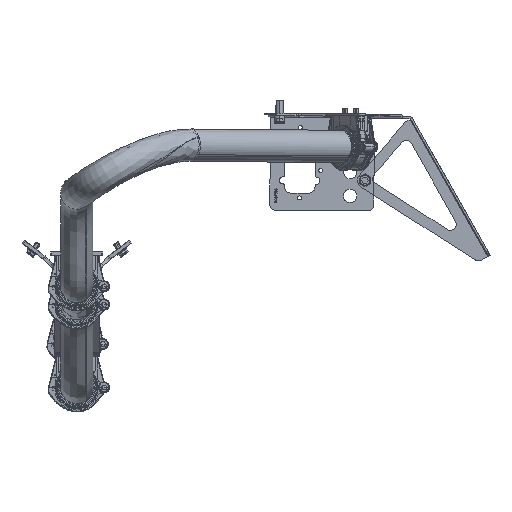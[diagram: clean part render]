
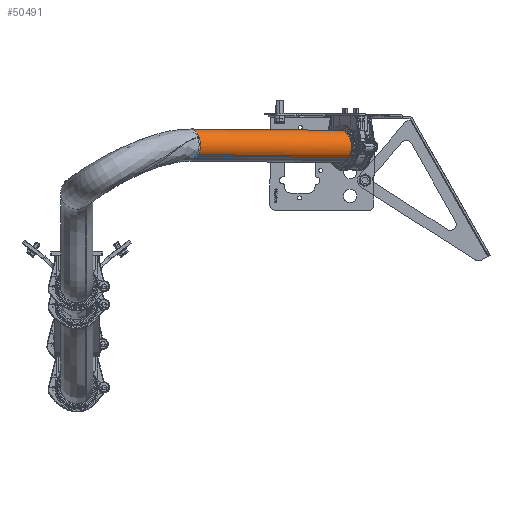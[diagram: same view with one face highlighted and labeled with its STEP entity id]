
A CAD part, left-side view. The second image highlights one B-rep face of the part: STEP entity #50491.
In plain terms, the highlighted cylindrical face has radius 27.25 mm (diameter 54.5 mm), a partial arc.
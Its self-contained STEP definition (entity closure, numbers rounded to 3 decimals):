
#5359 = ORIENTED_EDGE ( 'NONE', *, *, #124073, .F. ) ;
#13991 = VERTEX_POINT ( 'NONE', #29669 ) ;
#16797 = AXIS2_PLACEMENT_3D ( 'NONE', #116032, #105691, #50366 ) ;
#22301 = DIRECTION ( 'NONE',  ( -0.612, 0.791, 0.007 ) ) ;
#23866 = CARTESIAN_POINT ( 'NONE',  ( -616.961, 1814.905, 93.038 ) ) ;
#27266 = VECTOR ( 'NONE', #108857, 1000. ) ;
#29669 = CARTESIAN_POINT ( 'NONE',  ( -582.075, 1841.822, 98.891 ) ) ;
#31459 = ORIENTED_EDGE ( 'NONE', *, *, #36795, .T. ) ;
#32670 = CARTESIAN_POINT ( 'NONE',  ( -582.075, 1841.822, 98.891 ) ) ;
#33133 = AXIS2_PLACEMENT_3D ( 'NONE', #143822, #22301, #79022 ) ;
#33699 = VERTEX_POINT ( 'NONE', #23866 ) ;
#36795 = EDGE_CURVE ( 'NONE', #110737, #138839, #63932, .T. ) ;
#37558 = CARTESIAN_POINT ( 'NONE',  ( -393.878, 1533.105, 59.296 ) ) ;
#41153 = ORIENTED_EDGE ( 'NONE', *, *, #82633, .F. ) ;
#45166 = CARTESIAN_POINT ( 'NONE',  ( -378.011, 1545.208, 77.852 ) ) ;
#48205 = FACE_OUTER_BOUND ( 'NONE', #60664, .T. ) ;
#50366 = DIRECTION ( 'NONE',  ( -0.582, -0.444, -0.681 ) ) ;
#50491 = ADVANCED_FACE ( 'NONE', ( #48205 ), #82137, .T. ) ;
#51566 = DIRECTION ( 'NONE',  ( -0.612, 0.791, 0.007 ) ) ;
#51768 = ORIENTED_EDGE ( 'NONE', *, *, #128159, .T. ) ;
#51947 = CIRCLE ( 'NONE', #33133, 27.25 ) ;
#60664 = EDGE_LOOP ( 'NONE', ( #41153, #5359, #141622, #31459, #51768 ) ) ;
#61921 = CARTESIAN_POINT ( 'NONE',  ( -597.941, 1829.719, 80.335 ) ) ;
#63932 = LINE ( 'NONE', #97781, #27266 ) ;
#64429 = DIRECTION ( 'NONE',  ( 0.612, -0.791, -0.007 ) ) ;
#72816 = EDGE_CURVE ( 'NONE', #110737, #33699, #51947, .T. ) ;
#77178 = AXIS2_PLACEMENT_3D ( 'NONE', #45166, #132175, #121118 ) ;
#77300 = CARTESIAN_POINT ( 'NONE',  ( -362.145, 1557.311, 96.408 ) ) ;
#79022 = DIRECTION ( 'NONE',  ( -0.698, -0.544, 0.466 ) ) ;
#82137 = CYLINDRICAL_SURFACE ( 'NONE', #16797, 27.25 ) ;
#82633 = EDGE_CURVE ( 'NONE', #13991, #109212, #133639, .T. ) ;
#91073 = CIRCLE ( 'NONE', #140435, 27.25 ) ;
#91271 = CIRCLE ( 'NONE', #77178, 27.25 ) ;
#97781 = CARTESIAN_POINT ( 'NONE',  ( -613.808, 1817.616, 61.779 ) ) ;
#105691 = DIRECTION ( 'NONE',  ( 0.612, -0.791, -0.007 ) ) ;
#106867 = DIRECTION ( 'NONE',  ( -0.698, -0.544, 0.466 ) ) ;
#108857 = DIRECTION ( 'NONE',  ( 0.612, -0.791, -0.007 ) ) ;
#109212 = VERTEX_POINT ( 'NONE', #77300 ) ;
#109245 = VECTOR ( 'NONE', #64429, 1000. ) ;
#110737 = VERTEX_POINT ( 'NONE', #145621 ) ;
#116032 = CARTESIAN_POINT ( 'NONE',  ( -597.941, 1829.719, 80.335 ) ) ;
#121118 = DIRECTION ( 'NONE',  ( -0.698, -0.544, 0.466 ) ) ;
#124073 = EDGE_CURVE ( 'NONE', #33699, #13991, #91073, .T. ) ;
#128159 = EDGE_CURVE ( 'NONE', #138839, #109212, #91271, .T. ) ;
#132175 = DIRECTION ( 'NONE',  ( -0.612, 0.791, 0.007 ) ) ;
#133639 = LINE ( 'NONE', #32670, #109245 ) ;
#138839 = VERTEX_POINT ( 'NONE', #37558 ) ;
#140435 = AXIS2_PLACEMENT_3D ( 'NONE', #61921, #51566, #106867 ) ;
#141622 = ORIENTED_EDGE ( 'NONE', *, *, #72816, .F. ) ;
#143822 = CARTESIAN_POINT ( 'NONE',  ( -597.941, 1829.719, 80.335 ) ) ;
#145621 = CARTESIAN_POINT ( 'NONE',  ( -613.808, 1817.616, 61.779 ) ) ;
